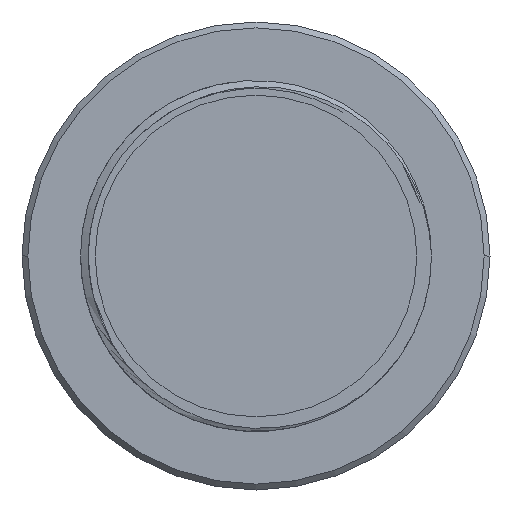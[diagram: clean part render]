
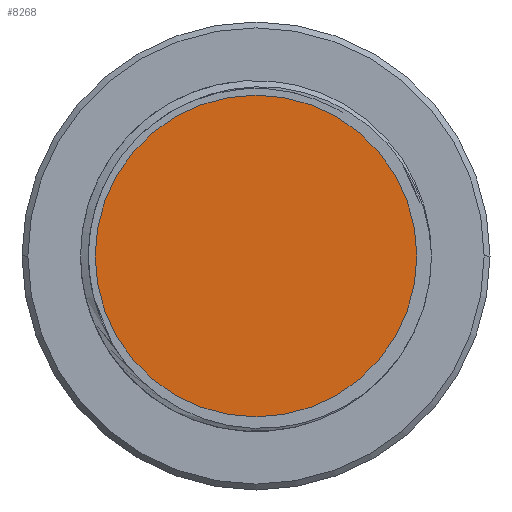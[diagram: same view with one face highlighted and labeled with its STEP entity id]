
A CAD part, left-side view. The second image highlights one B-rep face of the part: STEP entity #8268.
In plain terms, the highlighted face is planar.
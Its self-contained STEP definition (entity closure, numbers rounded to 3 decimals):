
#6947 = CYLINDRICAL_SURFACE('',#6948,5.5);
#6948 = AXIS2_PLACEMENT_3D('',#6949,#6950,#6951);
#6949 = CARTESIAN_POINT('',(0.,0.,0.));
#6950 = DIRECTION('',(0.,-1.,-0.));
#6951 = DIRECTION('',(1.,0.,0.));
#6972 = VERTEX_POINT('',#6973);
#6973 = CARTESIAN_POINT('',(-5.5,0.,0.));
#6987 = CYLINDRICAL_SURFACE('',#6988,5.5);
#6988 = AXIS2_PLACEMENT_3D('',#6989,#6990,#6991);
#6989 = CARTESIAN_POINT('',(0.,0.,0.));
#6990 = DIRECTION('',(0.,-1.,-0.));
#6991 = DIRECTION('',(1.,0.,0.));
#6999 = EDGE_CURVE('',#7000,#6972,#7002,.T.);
#7000 = VERTEX_POINT('',#7001);
#7001 = CARTESIAN_POINT('',(5.5,0.,0.));
#7002 = SURFACE_CURVE('',#7003,(#7008,#7015),.PCURVE_S1.);
#7003 = CIRCLE('',#7004,5.5);
#7004 = AXIS2_PLACEMENT_3D('',#7005,#7006,#7007);
#7005 = CARTESIAN_POINT('',(0.,0.,0.));
#7006 = DIRECTION('',(0.,-1.,0.));
#7007 = DIRECTION('',(1.,0.,0.));
#7008 = PCURVE('',#6947,#7009);
#7009 = DEFINITIONAL_REPRESENTATION('',(#7010),#7014);
#7010 = LINE('',#7011,#7012);
#7011 = CARTESIAN_POINT('',(0.,0.));
#7012 = VECTOR('',#7013,1.);
#7013 = DIRECTION('',(1.,0.));
#7014 = ( GEOMETRIC_REPRESENTATION_CONTEXT(2) 
PARAMETRIC_REPRESENTATION_CONTEXT() REPRESENTATION_CONTEXT('2D SPACE',''
  ) );
#7015 = PCURVE('',#7016,#7021);
#7016 = PLANE('',#7017);
#7017 = AXIS2_PLACEMENT_3D('',#7018,#7019,#7020);
#7018 = CARTESIAN_POINT('',(0.,0.,0.));
#7019 = DIRECTION('',(0.,-1.,0.));
#7020 = DIRECTION('',(1.,0.,0.));
#7021 = DEFINITIONAL_REPRESENTATION('',(#7022),#7026);
#7022 = CIRCLE('',#7023,5.5);
#7023 = AXIS2_PLACEMENT_2D('',#7024,#7025);
#7024 = CARTESIAN_POINT('',(0.,0.));
#7025 = DIRECTION('',(1.,0.));
#7026 = ( GEOMETRIC_REPRESENTATION_CONTEXT(2) 
PARAMETRIC_REPRESENTATION_CONTEXT() REPRESENTATION_CONTEXT('2D SPACE',''
  ) );
#8268 = ADVANCED_FACE('',(#8269),#7016,.T.);
#8269 = FACE_BOUND('',#8270,.T.);
#8270 = EDGE_LOOP('',(#8271,#8272));
#8271 = ORIENTED_EDGE('',*,*,#6999,.T.);
#8272 = ORIENTED_EDGE('',*,*,#8273,.T.);
#8273 = EDGE_CURVE('',#6972,#7000,#8274,.T.);
#8274 = SURFACE_CURVE('',#8275,(#8280,#8287),.PCURVE_S1.);
#8275 = CIRCLE('',#8276,5.5);
#8276 = AXIS2_PLACEMENT_3D('',#8277,#8278,#8279);
#8277 = CARTESIAN_POINT('',(0.,0.,0.));
#8278 = DIRECTION('',(0.,-1.,0.));
#8279 = DIRECTION('',(1.,0.,0.));
#8280 = PCURVE('',#7016,#8281);
#8281 = DEFINITIONAL_REPRESENTATION('',(#8282),#8286);
#8282 = CIRCLE('',#8283,5.5);
#8283 = AXIS2_PLACEMENT_2D('',#8284,#8285);
#8284 = CARTESIAN_POINT('',(0.,0.));
#8285 = DIRECTION('',(1.,0.));
#8286 = ( GEOMETRIC_REPRESENTATION_CONTEXT(2) 
PARAMETRIC_REPRESENTATION_CONTEXT() REPRESENTATION_CONTEXT('2D SPACE',''
  ) );
#8287 = PCURVE('',#6987,#8288);
#8288 = DEFINITIONAL_REPRESENTATION('',(#8289),#8293);
#8289 = LINE('',#8290,#8291);
#8290 = CARTESIAN_POINT('',(0.,0.));
#8291 = VECTOR('',#8292,1.);
#8292 = DIRECTION('',(1.,0.));
#8293 = ( GEOMETRIC_REPRESENTATION_CONTEXT(2) 
PARAMETRIC_REPRESENTATION_CONTEXT() REPRESENTATION_CONTEXT('2D SPACE',''
  ) );
